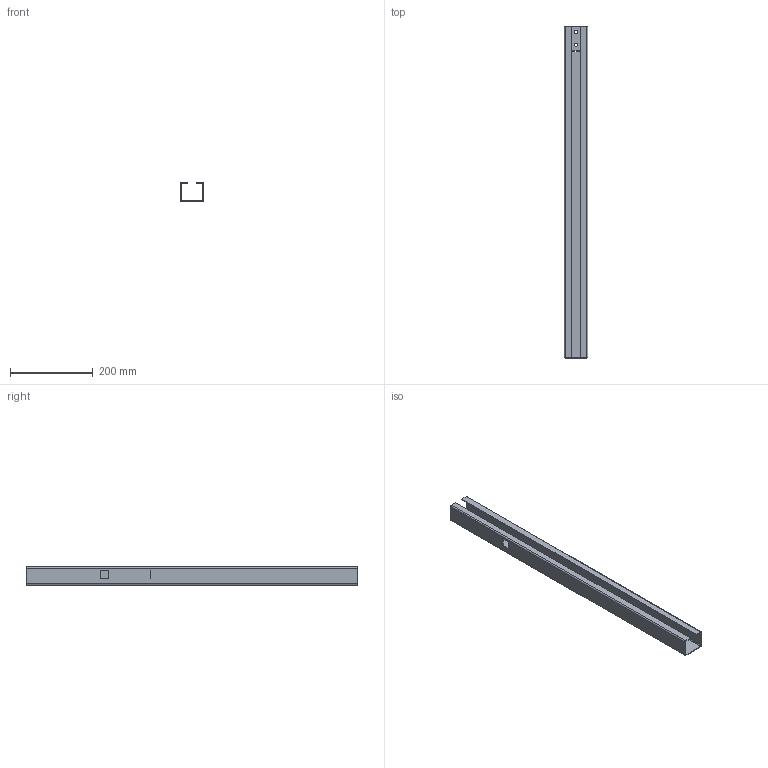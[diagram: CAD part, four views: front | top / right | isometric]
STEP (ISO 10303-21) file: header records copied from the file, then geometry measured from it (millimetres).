
FILE_DESCRIPTION (( 'STEP AP203' ), '1' );
FILE_NAME ('Weather Shield Mounth Design Bottom Part 3.STEP', '2020-07-28T15:39:46', ( 'USER' ), ( '' ), 'SwSTEP 2.0', 'SolidWorks 2012', '' );
FILE_SCHEMA (( 'CONFIG_CONTROL_DESIGN' ));
Length unit declared in the file: millimetre
Products named in the file (1): Weather Shield Mounth Design Bottom Part 3
Bounding box: 57 x 800 x 44 mm (x, y, z)
Volume: 270015.1 mm3; surface area: 274473.9 mm2
Topology: 1 solids, 1 shells, 58 faces, 136 edges, 80 vertices
Faces by surface type: plane 46, cylinder 12
Entity records: 1709 total; most frequent: DIRECTION 278, CARTESIAN_POINT 275, ORIENTED_EDGE 272, EDGE_CURVE 136, VECTOR 112, LINE 112, AXIS2_PLACEMENT_3D 83, VERTEX_POINT 80
